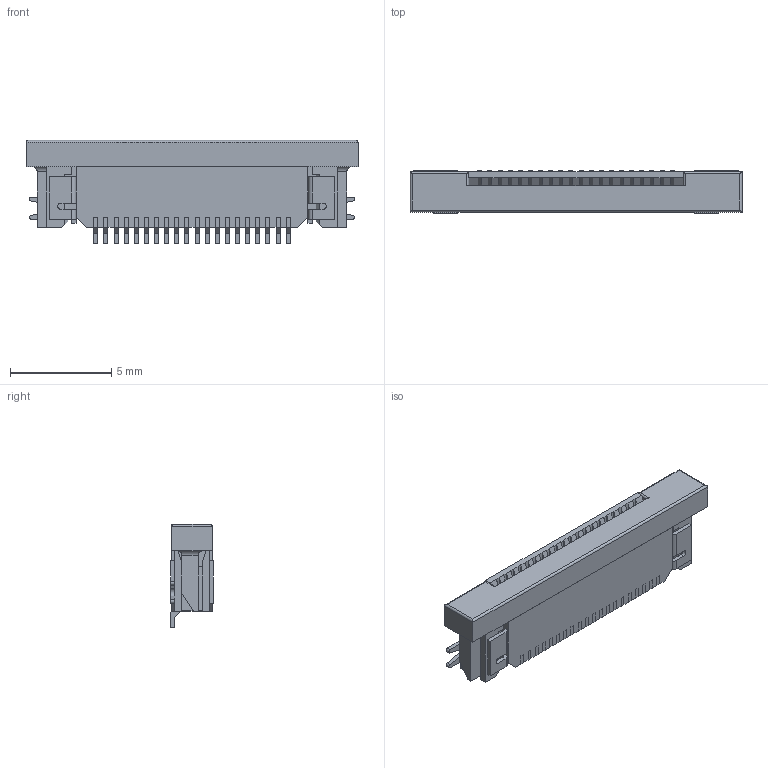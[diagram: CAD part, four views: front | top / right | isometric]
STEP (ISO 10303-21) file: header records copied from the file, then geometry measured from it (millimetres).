
FILE_DESCRIPTION( ( 'Unknown' ), '1' );
FILE_NAME( '68712014522.stp', 'Unknown', ( 'Unknown' ), ( 'Unknown' ), 'PSStep 17.0.49', 'Unknown', ' ' );
FILE_SCHEMA( ( 'AUTOMOTIVE_DESIGN { 1 0 10303 214 1 1 1 1 }' ) );
Length unit declared in the file: millimetre
Products named in the file (6): Assem1; 6871xx14522_PIN; 6871xx14522_Patte; 6871xx14522_Patte_2; 68712014522_CAP; 68712014522
Assembly tree (24 placements, depth 2):
  Assem1
    6871xx14522_PIN  x20
    6871xx14522_Patte
    6871xx14522_Patte_2
    68712014522_CAP
    68712014522
Bounding box: 16.4 x 2.1 x 5.1 mm (x, y, z)
Volume: 110.8 mm3; surface area: 706.1 mm2
Topology: 24 solids, 24 shells, 998 faces, 2986 edges, 1958 vertices
Faces by surface type: plane 957, cylinder 41
Entity records: 24171 total; most frequent: ORIENTED_EDGE 3578, CARTESIAN_POINT 3535, DIRECTION 3031, EDGE_CURVE 1789, LINE 1719, VECTOR 1719, VERTEX_POINT 1160, AXIS2_PLACEMENT_3D 656
